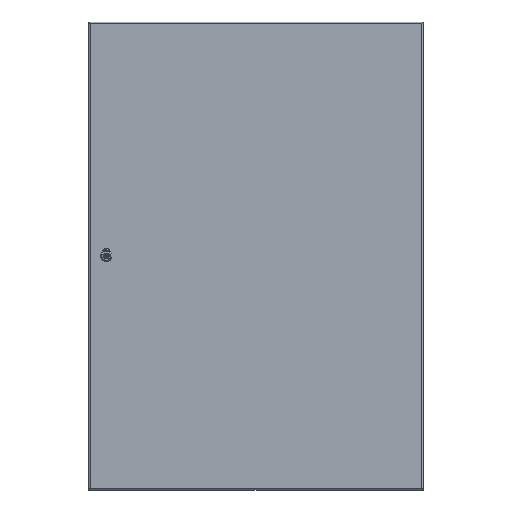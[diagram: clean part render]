
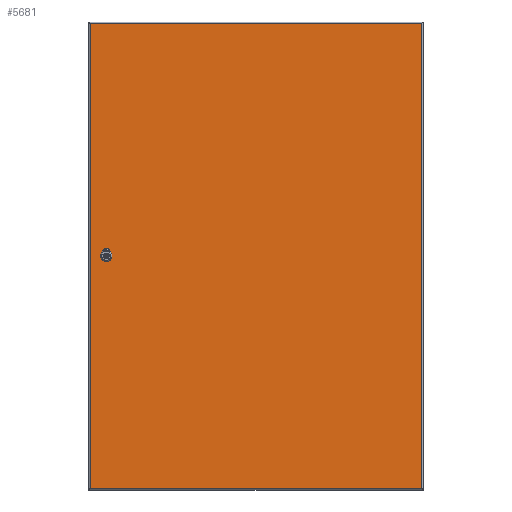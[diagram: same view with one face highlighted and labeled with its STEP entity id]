
A CAD part, top view. The second image highlights one B-rep face of the part: STEP entity #5681.
In plain terms, the highlighted face is planar.
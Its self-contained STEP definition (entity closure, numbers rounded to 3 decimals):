
#3011=PLANE('',#17676);
#3586=LINE('',#29302,#4633);
#3587=LINE('',#29306,#4634);
#3588=LINE('',#29310,#4635);
#3589=LINE('',#29314,#4636);
#3590=LINE('',#29315,#4637);
#3591=LINE('',#29318,#4638);
#3592=LINE('',#29320,#4639);
#3593=LINE('',#29322,#4640);
#4633=VECTOR('',#19431,1.);
#4634=VECTOR('',#19434,1.);
#4635=VECTOR('',#19437,1.);
#4636=VECTOR('',#19440,1.);
#4637=VECTOR('',#19441,1.);
#4638=VECTOR('',#19442,1.);
#4639=VECTOR('',#19443,1.);
#4640=VECTOR('',#19444,1.);
#5681=ADVANCED_FACE('',(#6991,#6992),#3011,.T.);
#6991=FACE_BOUND('',#7533,.T.);
#6992=FACE_BOUND('',#7534,.T.);
#7533=EDGE_LOOP('',(#8864,#8865,#8866,#8867,#8868,#8869,#8870,#8871));
#7534=EDGE_LOOP('',(#8872,#8873,#8874,#8875));
#8864=ORIENTED_EDGE('',*,*,#14674,.F.);
#8865=ORIENTED_EDGE('',*,*,#14675,.F.);
#8866=ORIENTED_EDGE('',*,*,#14676,.F.);
#8867=ORIENTED_EDGE('',*,*,#14677,.F.);
#8868=ORIENTED_EDGE('',*,*,#14678,.F.);
#8869=ORIENTED_EDGE('',*,*,#14679,.F.);
#8870=ORIENTED_EDGE('',*,*,#14680,.F.);
#8871=ORIENTED_EDGE('',*,*,#14681,.F.);
#8872=ORIENTED_EDGE('',*,*,#14682,.T.);
#8873=ORIENTED_EDGE('',*,*,#14683,.F.);
#8874=ORIENTED_EDGE('',*,*,#14684,.T.);
#8875=ORIENTED_EDGE('',*,*,#14685,.T.);
#13217=VERTEX_POINT('',#29300);
#13218=VERTEX_POINT('',#29301);
#13219=VERTEX_POINT('',#29303);
#13220=VERTEX_POINT('',#29305);
#13221=VERTEX_POINT('',#29307);
#13222=VERTEX_POINT('',#29309);
#13223=VERTEX_POINT('',#29311);
#13224=VERTEX_POINT('',#29313);
#13225=VERTEX_POINT('',#29316);
#13226=VERTEX_POINT('',#29317);
#13227=VERTEX_POINT('',#29319);
#13228=VERTEX_POINT('',#29321);
#14674=EDGE_CURVE('',#13217,#13218,#16841,.T.);
#14675=EDGE_CURVE('',#13219,#13217,#3586,.T.);
#14676=EDGE_CURVE('',#13220,#13219,#16842,.T.);
#14677=EDGE_CURVE('',#13221,#13220,#3587,.T.);
#14678=EDGE_CURVE('',#13222,#13221,#16843,.T.);
#14679=EDGE_CURVE('',#13223,#13222,#3588,.T.);
#14680=EDGE_CURVE('',#13224,#13223,#16844,.T.);
#14681=EDGE_CURVE('',#13218,#13224,#3589,.T.);
#14682=EDGE_CURVE('',#13225,#13226,#3590,.T.);
#14683=EDGE_CURVE('',#13227,#13226,#3591,.T.);
#14684=EDGE_CURVE('',#13227,#13228,#3592,.T.);
#14685=EDGE_CURVE('',#13228,#13225,#3593,.T.);
#16841=CIRCLE('',#17672,11.25);
#16842=CIRCLE('',#17673,11.25);
#16843=CIRCLE('',#17674,11.25);
#16844=CIRCLE('',#17675,11.25);
#17672=AXIS2_PLACEMENT_3D('',#29299,#19429,#19430);
#17673=AXIS2_PLACEMENT_3D('',#29304,#19432,#19433);
#17674=AXIS2_PLACEMENT_3D('',#29308,#19435,#19436);
#17675=AXIS2_PLACEMENT_3D('',#29312,#19438,#19439);
#17676=AXIS2_PLACEMENT_3D('',#29323,#19445,#19446);
#19429=DIRECTION('',(0.,0.,-1.));
#19430=DIRECTION('',(-1.,0.,0.));
#19431=DIRECTION('',(-1.,0.,0.));
#19432=DIRECTION('',(0.,0.,-1.));
#19433=DIRECTION('',(-1.,0.,0.));
#19434=DIRECTION('',(0.,-1.,0.));
#19435=DIRECTION('',(0.,0.,-1.));
#19436=DIRECTION('',(-1.,0.,0.));
#19437=DIRECTION('',(1.,0.,0.));
#19438=DIRECTION('',(0.,0.,-1.));
#19439=DIRECTION('',(-1.,0.,0.));
#19440=DIRECTION('',(0.,1.,0.));
#19441=DIRECTION('',(1.,0.,0.));
#19442=DIRECTION('',(0.,1.,0.));
#19443=DIRECTION('',(-1.,0.,0.));
#19444=DIRECTION('',(0.,1.,0.));
#19445=DIRECTION('',(0.,0.,-1.));
#19446=DIRECTION('',(1.,0.,0.));
#29299=CARTESIAN_POINT('',(446.25,0.,0.));
#29300=CARTESIAN_POINT('',(441.504,-10.2,0.));
#29301=CARTESIAN_POINT('',(436.05,-4.746,0.));
#29302=CARTESIAN_POINT('',(0.,-10.2,0.));
#29303=CARTESIAN_POINT('',(450.996,-10.2,0.));
#29304=CARTESIAN_POINT('',(446.25,0.,0.));
#29305=CARTESIAN_POINT('',(456.45,-4.746,0.));
#29306=CARTESIAN_POINT('',(456.45,0.,0.));
#29307=CARTESIAN_POINT('',(456.45,4.746,0.));
#29308=CARTESIAN_POINT('',(446.25,0.,0.));
#29309=CARTESIAN_POINT('',(450.996,10.2,0.));
#29310=CARTESIAN_POINT('',(0.,10.2,0.));
#29311=CARTESIAN_POINT('',(441.504,10.2,0.));
#29312=CARTESIAN_POINT('',(446.25,0.,0.));
#29313=CARTESIAN_POINT('',(436.05,4.746,0.));
#29314=CARTESIAN_POINT('',(436.05,0.,0.));
#29315=CARTESIAN_POINT('',(494.75,694.,0.));
#29316=CARTESIAN_POINT('',(-494.75,694.,0.));
#29317=CARTESIAN_POINT('',(494.75,694.,0.));
#29318=CARTESIAN_POINT('',(494.75,-694.,0.));
#29319=CARTESIAN_POINT('',(494.75,-694.,0.));
#29320=CARTESIAN_POINT('',(-498.25,-694.,0.));
#29321=CARTESIAN_POINT('',(-494.75,-694.,0.));
#29322=CARTESIAN_POINT('',(-494.75,697.5,0.));
#29323=CARTESIAN_POINT('',(0.,0.,0.));
